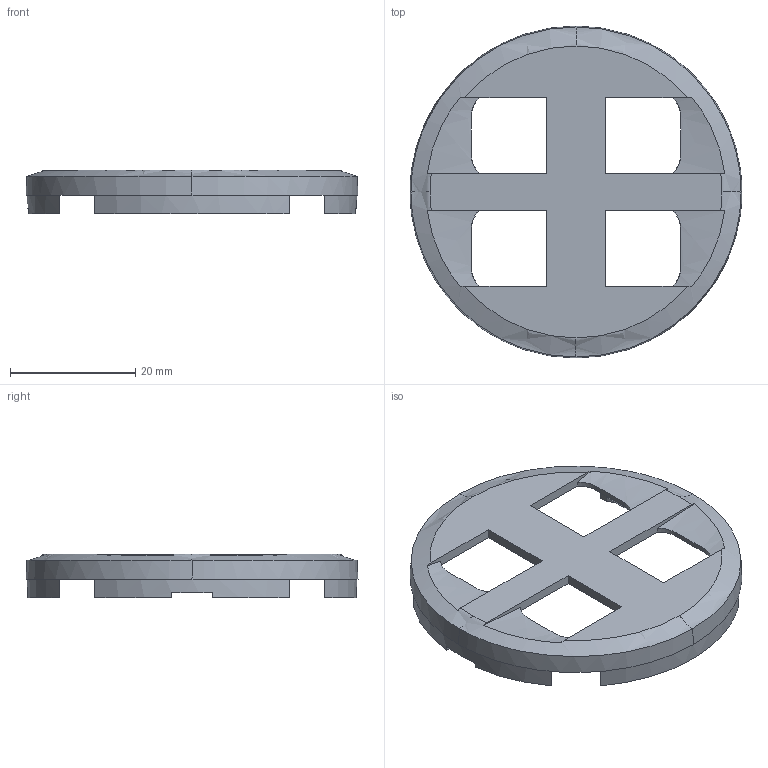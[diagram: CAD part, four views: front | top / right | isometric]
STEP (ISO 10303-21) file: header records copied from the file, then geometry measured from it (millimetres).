
FILE_DESCRIPTION(('CATIA V5 STEP Exchange','CAx-IF Rec.Pracs.--- Model Styling and Organization---1.5--- 2016-08-15','CAx-IF Rec.Pracs.---Supplemental Geometry---1.0---2011-11-01','CAx-IF Rec.Pracs.--- Composite Materials ---1.1---2010-07-15'),'2;1');
FILE_NAME('CB4348_AllCATPart.stp','2024-02-14T14:58:42+00:00',('none'),('none'),'CATIA Version 5-6 Release 2020 SP3','CATIA V5 STEP AP214 v2','none');
FILE_SCHEMA(('AUTOMOTIVE_DESIGN { 1 0 10303 214 1 1 1 1 }'));
Length unit declared in the file: millimetre
Products named in the file (1): CB4348_AllCATPart
Bounding box: 53 x 53 x 7 mm (x, y, z)
Volume: 3168.6 mm3; surface area: 5211.2 mm2
Topology: 1 solids, 1 shells, 414 faces, 1087 edges, 706 vertices
Faces by surface type: plane 259, cone 47, cylinder 47, extrusion 26, bspline 24, torus 7, revolution 4
Entity records: 16263 total; most frequent: CARTESIAN_POINT 7112, ORIENTED_EDGE 2170, DIRECTION 1331, EDGE_CURVE 1085, VERTEX_POINT 706, VECTOR 696, LINE 670, EDGE_LOOP 455
